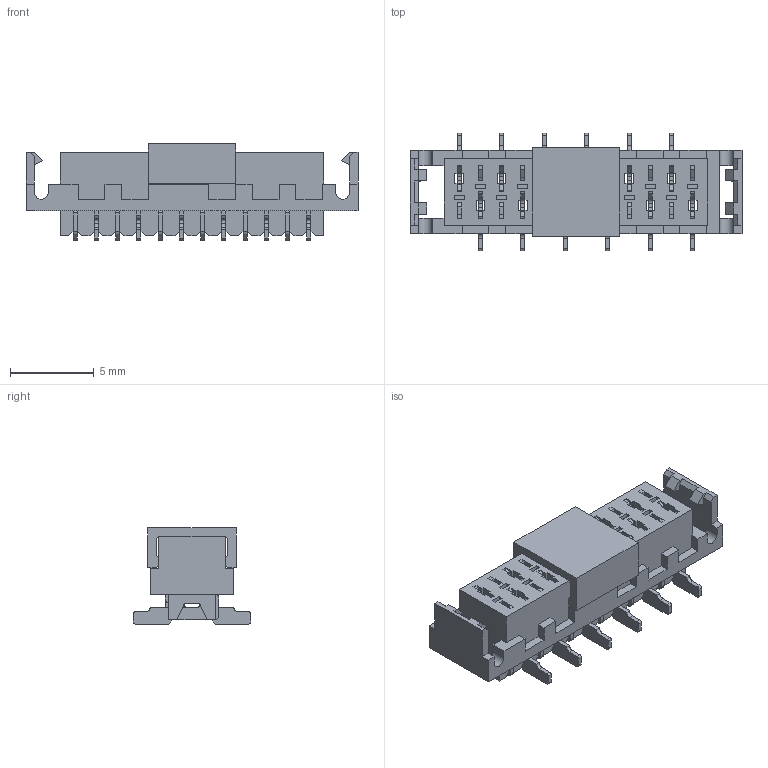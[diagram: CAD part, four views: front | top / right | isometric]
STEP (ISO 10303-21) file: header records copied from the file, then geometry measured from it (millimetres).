
FILE_DESCRIPTION(/* description */ ('Unknown'),/* implementation_level */ '2;1');
FILE_NAME(/* name */ 'J_Wurth_WR-MM_690367291276',/* time_stamp */ '2025-05-07T10:26:28+08:00',/* author */ ('Unknown'),/* organization */ ('Unknown'),/* preprocessor_version */ 'ST-DEVELOPER v19.4',/* originating_system */ 'Solid Edge',/* authorisation */ 'Unknown');
FILE_SCHEMA (('AUTOMOTIVE_DESIGN {1 0 10303 214 3 1 1}'));
Length unit declared in the file: millimetre
Products named in the file (2): J_Wurth_WR-MM_690367291276
Assembly tree (1 placements, depth 2):
  J_Wurth_WR-MM_690367291276
    J_Wurth_WR-MM_690367291276
Bounding box: 19.84 x 7 x 5.75 mm (x, y, z)
Volume: 322.1 mm3; surface area: 1294.9 mm2
Topology: 14 solids, 14 shells, 1016 faces, 3006 edges, 2004 vertices
Faces by surface type: plane 796, cylinder 220
Entity records: 33870 total; most frequent: CARTESIAN_POINT 6028, ORIENTED_EDGE 6012, DIRECTION 5482, EDGE_CURVE 3006, LINE 2566, VECTOR 2566, VERTEX_POINT 2004, AXIS2_PLACEMENT_3D 1458
